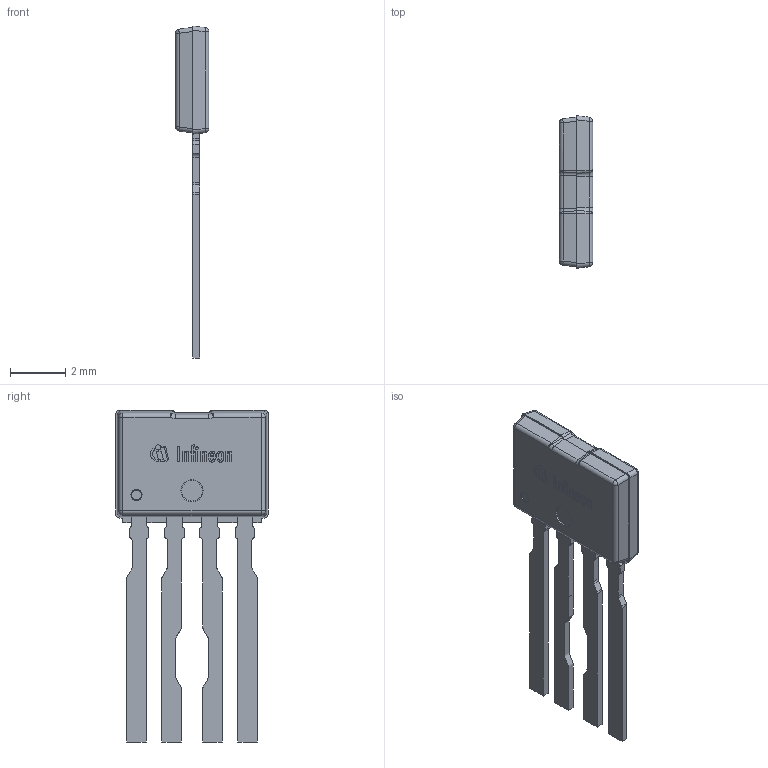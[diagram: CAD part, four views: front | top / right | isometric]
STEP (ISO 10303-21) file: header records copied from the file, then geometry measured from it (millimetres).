
FILE_DESCRIPTION(/* description */ (''),/* implementation_level */ '2;1');
FILE_NAME(/* name */ 'PG-SSO-4-52_Z8B00230121_V07_3D.stp',/* time_stamp */ '2025-07-11T16:00:07+05:30',/* author */ ('sivamani'),/* organization */ (''),/* preprocessor_version */ 'ST-DEVELOPER v19.2',/* originating_system */ 'AutoCAD Mechanical',/* authorisation */ '');
FILE_SCHEMA (('AUTOMOTIVE_DESIGN { 1 0 10303 214 3 1 1 }'));
Length unit declared in the file: millimetre
Products named in the file (1): Product
Bounding box: 1.21 x 5.5 x 11.97 mm (x, y, z)
Volume: 29.3 mm3; surface area: 163.2 mm2
Topology: 18 solids, 18 shells, 289 faces, 703 edges, 450 vertices
Faces by surface type: plane 187, cylinder 52, bspline 26, torus 8, sphere 8, cone 8
Full cylindrical faces by diameter (mm): 0.093 x1, 0.192 x1, 0.4 x2, 0.8 x2
Entity records: 9098 total; most frequent: CARTESIAN_POINT 2408, ORIENTED_EDGE 1398, DIRECTION 1295, EDGE_CURVE 699, LINE 511, VECTOR 511, VERTEX_POINT 450, AXIS2_PLACEMENT_3D 392
